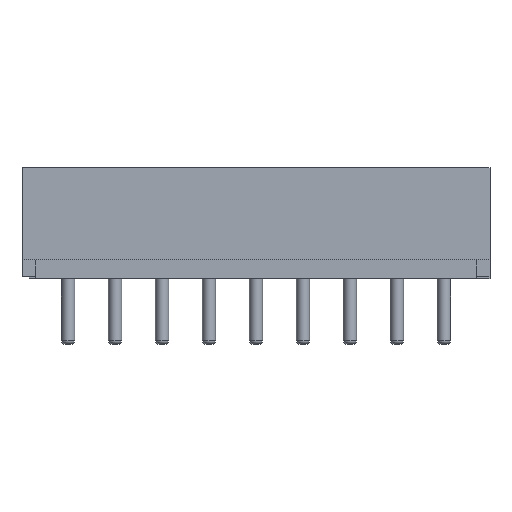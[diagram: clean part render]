
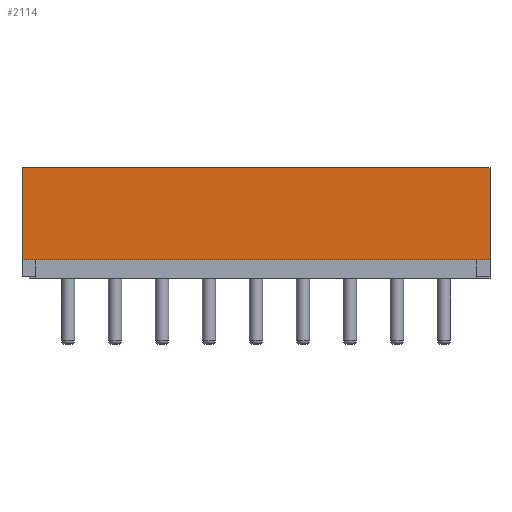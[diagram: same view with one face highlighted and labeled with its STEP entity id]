
A CAD part, top view. The second image highlights one B-rep face of the part: STEP entity #2114.
In plain terms, the highlighted planar face has unit normal (0, 0, 1).
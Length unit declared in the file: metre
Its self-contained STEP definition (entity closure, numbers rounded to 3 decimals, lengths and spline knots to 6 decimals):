
#276=FACE_OUTER_BOUND('',#414,.T.);
#414=EDGE_LOOP('',(#1677,#1678,#1679,#1680));
#633=LINE('',#3802,#848);
#634=LINE('',#3804,#849);
#635=LINE('',#3806,#850);
#636=LINE('',#3807,#851);
#848=VECTOR('',#2779,1.);
#849=VECTOR('',#2780,1.);
#850=VECTOR('',#2781,1.);
#851=VECTOR('',#2782,1.);
#1063=VERTEX_POINT('',#3800);
#1064=VERTEX_POINT('',#3801);
#1065=VERTEX_POINT('',#3803);
#1066=VERTEX_POINT('',#3805);
#1302=EDGE_CURVE('',#1063,#1064,#633,.T.);
#1303=EDGE_CURVE('',#1065,#1064,#634,.T.);
#1304=EDGE_CURVE('',#1066,#1065,#635,.T.);
#1305=EDGE_CURVE('',#1066,#1063,#636,.T.);
#1677=ORIENTED_EDGE('',*,*,#1302,.T.);
#1678=ORIENTED_EDGE('',*,*,#1303,.F.);
#1679=ORIENTED_EDGE('',*,*,#1304,.F.);
#1680=ORIENTED_EDGE('',*,*,#1305,.T.);
#2000=PLANE('',#2303);
#2114=ADVANCED_FACE('',(#276),#2000,.T.);
#2303=AXIS2_PLACEMENT_3D('',#3799,#2777,#2778);
#2777=DIRECTION('center_axis',(0.,0.,1.));
#2778=DIRECTION('ref_axis',(1.,0.,0.));
#2779=DIRECTION('',(0.,1.,0.));
#2780=DIRECTION('',(1.,0.,0.));
#2781=DIRECTION('',(0.,1.,0.));
#2782=DIRECTION('',(1.,0.,0.));
#3799=CARTESIAN_POINT('Origin',(-0.01245,-0.00295,0.00247));
#3800=CARTESIAN_POINT('',(0.01245,-0.00195,0.00247));
#3801=CARTESIAN_POINT('',(0.01245,0.00295,0.00247));
#3802=CARTESIAN_POINT('',(0.01245,-0.00195,0.00247));
#3803=CARTESIAN_POINT('',(-0.01245,0.00295,0.00247));
#3804=CARTESIAN_POINT('',(-0.01245,0.00295,0.00247));
#3805=CARTESIAN_POINT('',(-0.01245,-0.00195,0.00247));
#3806=CARTESIAN_POINT('',(-0.01245,-0.00195,0.00247));
#3807=CARTESIAN_POINT('',(-0.01245,-0.00195,0.00247));
